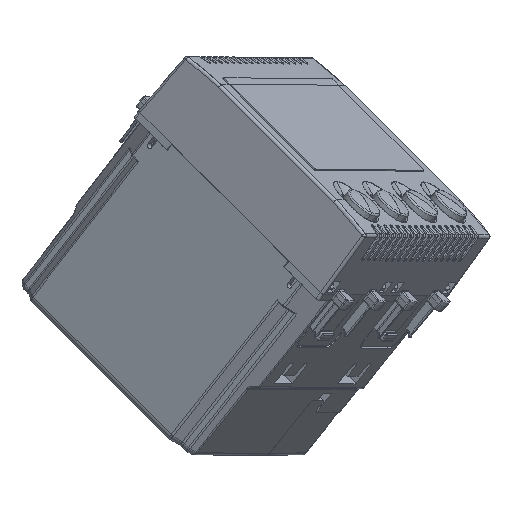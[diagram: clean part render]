
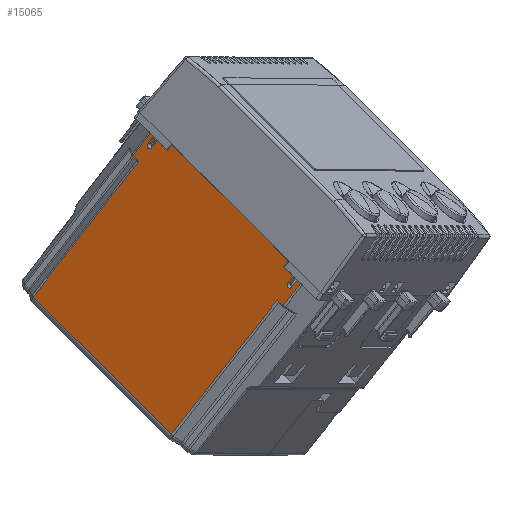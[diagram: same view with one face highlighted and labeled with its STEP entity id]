
A CAD part, isometric view. The second image highlights one B-rep face of the part: STEP entity #15065.
In plain terms, the highlighted face is planar.
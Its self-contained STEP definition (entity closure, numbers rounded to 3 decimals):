
#10491=CARTESIAN_POINT('Vertex',(-22.425,-17.5,0.)) ;
#10494=CARTESIAN_POINT('Line Origine',(-22.425,-17.896,0.)) ;
#10498=CARTESIAN_POINT('Vertex',(-22.425,-18.293,0.)) ;
#10528=CARTESIAN_POINT('Line Origine',(-22.278,-18.232,-16.863)) ;
#10532=CARTESIAN_POINT('Vertex',(-22.383,-18.276,-4.802)) ;
#14908=CARTESIAN_POINT('Vertex',(-22.412,-17.473,-1.527)) ;
#14911=CARTESIAN_POINT('Line Origine',(-22.418,-17.487,-0.763)) ;
#14923=CARTESIAN_POINT('Axis2P3D Location',(-22.425,0.,0.)) ;
#14928=CARTESIAN_POINT('Line Origine',(-22.128,0.,-34.009)) ;
#14932=CARTESIAN_POINT('Vertex',(-22.128,-16.791,-34.009)) ;
#14934=CARTESIAN_POINT('Vertex',(-22.128,16.791,-34.009)) ;
#14938=CARTESIAN_POINT('Control Point',(-22.383,-16.897,-4.802)) ;
#14939=CARTESIAN_POINT('Control Point',(-22.128,-16.791,-34.009)) ;
#14940=CARTESIAN_POINT('Vertex',(-22.383,-16.897,-4.802)) ;
#14943=CARTESIAN_POINT('Line Origine',(-22.383,0.,-4.802)) ;
#14949=CARTESIAN_POINT('Control Point',(-22.412,-17.473,-1.527)) ;
#14950=CARTESIAN_POINT('Control Point',(-22.409,-17.473,-1.824)) ;
#14951=CARTESIAN_POINT('Control Point',(-22.406,-17.242,-2.134)) ;
#14952=CARTESIAN_POINT('Control Point',(-22.406,-16.758,-2.134)) ;
#14953=CARTESIAN_POINT('Control Point',(-22.409,-16.527,-1.824)) ;
#14954=CARTESIAN_POINT('Control Point',(-22.412,-16.527,-1.527)) ;
#14955=CARTESIAN_POINT('Vertex',(-22.412,-16.527,-1.527)) ;
#14959=CARTESIAN_POINT('Control Point',(-22.425,-16.5,0.)) ;
#14960=CARTESIAN_POINT('Control Point',(-22.412,-16.527,-1.527)) ;
#14961=CARTESIAN_POINT('Vertex',(-22.425,-16.5,0.)) ;
#14964=CARTESIAN_POINT('Line Origine',(-22.425,0.,0.)) ;
#14968=CARTESIAN_POINT('Vertex',(-22.425,-14.175,0.)) ;
#14972=CARTESIAN_POINT('Control Point',(-22.425,-14.175,0.)) ;
#14973=CARTESIAN_POINT('Control Point',(-22.436,-14.153,1.275)) ;
#14974=CARTESIAN_POINT('Vertex',(-22.436,-14.153,1.275)) ;
#14977=CARTESIAN_POINT('Line Origine',(-22.436,0.,1.275)) ;
#14981=CARTESIAN_POINT('Vertex',(-22.436,14.153,1.275)) ;
#14985=CARTESIAN_POINT('Control Point',(-22.425,14.175,0.)) ;
#14986=CARTESIAN_POINT('Control Point',(-22.436,14.153,1.275)) ;
#14987=CARTESIAN_POINT('Vertex',(-22.425,14.175,0.)) ;
#14990=CARTESIAN_POINT('Line Origine',(-22.425,0.,0.)) ;
#14994=CARTESIAN_POINT('Vertex',(-22.425,16.5,0.)) ;
#14998=CARTESIAN_POINT('Control Point',(-22.425,16.5,0.)) ;
#14999=CARTESIAN_POINT('Control Point',(-22.412,16.527,-1.527)) ;
#15000=CARTESIAN_POINT('Vertex',(-22.412,16.527,-1.527)) ;
#15004=CARTESIAN_POINT('Control Point',(-22.412,16.527,-1.527)) ;
#15005=CARTESIAN_POINT('Control Point',(-22.409,16.527,-1.824)) ;
#15006=CARTESIAN_POINT('Control Point',(-22.406,16.758,-2.134)) ;
#15007=CARTESIAN_POINT('Control Point',(-22.406,17.242,-2.134)) ;
#15008=CARTESIAN_POINT('Control Point',(-22.409,17.473,-1.824)) ;
#15009=CARTESIAN_POINT('Control Point',(-22.412,17.473,-1.527)) ;
#15010=CARTESIAN_POINT('Vertex',(-22.412,17.473,-1.527)) ;
#15014=CARTESIAN_POINT('Control Point',(-22.425,17.5,0.)) ;
#15015=CARTESIAN_POINT('Control Point',(-22.412,17.473,-1.527)) ;
#15016=CARTESIAN_POINT('Vertex',(-22.425,17.5,0.)) ;
#15019=CARTESIAN_POINT('Line Origine',(-22.425,0.,0.)) ;
#15023=CARTESIAN_POINT('Vertex',(-22.425,18.293,0.)) ;
#15027=CARTESIAN_POINT('Control Point',(-22.383,18.276,-4.802)) ;
#15028=CARTESIAN_POINT('Control Point',(-22.425,18.293,0.)) ;
#15029=CARTESIAN_POINT('Vertex',(-22.383,18.276,-4.802)) ;
#15032=CARTESIAN_POINT('Line Origine',(-22.383,0.,-4.802)) ;
#15036=CARTESIAN_POINT('Vertex',(-22.383,16.897,-4.802)) ;
#15040=CARTESIAN_POINT('Control Point',(-22.383,16.897,-4.802)) ;
#15041=CARTESIAN_POINT('Control Point',(-22.128,16.791,-34.009)) ;
#10495=DIRECTION('Vector Direction',(0.,1.,0.)) ;
#10529=DIRECTION('Vector Direction',(-0.009,-0.004,1.)) ;
#14912=DIRECTION('Vector Direction',(0.009,0.017,-1.)) ;
#14924=DIRECTION('Axis2P3D Direction',(1.,0.,0.009)) ;
#14925=DIRECTION('Axis2P3D XDirection',(0.,1.,0.)) ;
#14929=DIRECTION('Vector Direction',(0.,1.,0.)) ;
#14944=DIRECTION('Vector Direction',(0.,1.,0.)) ;
#14965=DIRECTION('Vector Direction',(0.,1.,0.)) ;
#14978=DIRECTION('Vector Direction',(0.,1.,0.)) ;
#14991=DIRECTION('Vector Direction',(0.,1.,0.)) ;
#15020=DIRECTION('Vector Direction',(0.,1.,0.)) ;
#15033=DIRECTION('Vector Direction',(0.,1.,0.)) ;
#14926=AXIS2_PLACEMENT_3D('Plane Axis2P3D',#14923,#14924,#14925) ;
#15044=ORIENTED_EDGE('',*,*,#14936,.F.) ;
#15045=ORIENTED_EDGE('',*,*,#14942,.T.) ;
#15046=ORIENTED_EDGE('',*,*,#14947,.F.) ;
#15047=ORIENTED_EDGE('',*,*,#10534,.F.) ;
#15048=ORIENTED_EDGE('',*,*,#10500,.T.) ;
#15049=ORIENTED_EDGE('',*,*,#14915,.T.) ;
#15050=ORIENTED_EDGE('',*,*,#14957,.T.) ;
#15051=ORIENTED_EDGE('',*,*,#14963,.F.) ;
#15052=ORIENTED_EDGE('',*,*,#14970,.T.) ;
#15053=ORIENTED_EDGE('',*,*,#14976,.F.) ;
#15054=ORIENTED_EDGE('',*,*,#14983,.F.) ;
#15055=ORIENTED_EDGE('',*,*,#14989,.F.) ;
#15056=ORIENTED_EDGE('',*,*,#14996,.T.) ;
#15057=ORIENTED_EDGE('',*,*,#15002,.T.) ;
#15058=ORIENTED_EDGE('',*,*,#15012,.T.) ;
#15059=ORIENTED_EDGE('',*,*,#15018,.F.) ;
#15060=ORIENTED_EDGE('',*,*,#15025,.T.) ;
#15061=ORIENTED_EDGE('',*,*,#15031,.F.) ;
#15062=ORIENTED_EDGE('',*,*,#15038,.F.) ;
#15063=ORIENTED_EDGE('',*,*,#15042,.T.) ;
#10496=VECTOR('Line Direction',#10495,1.) ;
#10530=VECTOR('Line Direction',#10529,1.) ;
#14913=VECTOR('Line Direction',#14912,1.) ;
#14930=VECTOR('Line Direction',#14929,1.) ;
#14945=VECTOR('Line Direction',#14944,1.) ;
#14966=VECTOR('Line Direction',#14965,1.) ;
#14979=VECTOR('Line Direction',#14978,1.) ;
#14992=VECTOR('Line Direction',#14991,1.) ;
#15021=VECTOR('Line Direction',#15020,1.) ;
#15034=VECTOR('Line Direction',#15033,1.) ;
#15065=ADVANCED_FACE('zocchetto',(#15064),#14927,.F.) ;
#14937=B_SPLINE_CURVE_WITH_KNOTS('',1,(#14938,#14939),.UNSPECIFIED.,.F.,.U.,(2,2),(-12.061,17.147),.UNSPECIFIED.) ;
#14948=B_SPLINE_CURVE_WITH_KNOTS('',5,(#14949,#14950,#14951,#14952,#14953,#14954),.UNSPECIFIED.,.F.,.U.,(6,6),(0.,2.103),.UNSPECIFIED.) ;
#14958=B_SPLINE_CURVE_WITH_KNOTS('',1,(#14959,#14960),.UNSPECIFIED.,.F.,.U.,(2,2),(-0.764,0.764),.UNSPECIFIED.) ;
#14971=B_SPLINE_CURVE_WITH_KNOTS('',1,(#14972,#14973),.UNSPECIFIED.,.F.,.U.,(2,2),(-2.117,-0.841),.UNSPECIFIED.) ;
#14984=B_SPLINE_CURVE_WITH_KNOTS('',1,(#14985,#14986),.UNSPECIFIED.,.F.,.U.,(2,2),(-0.638,0.638),.UNSPECIFIED.) ;
#14997=B_SPLINE_CURVE_WITH_KNOTS('',1,(#14998,#14999),.UNSPECIFIED.,.F.,.U.,(2,2),(-0.764,0.764),.UNSPECIFIED.) ;
#15003=B_SPLINE_CURVE_WITH_KNOTS('',5,(#15004,#15005,#15006,#15007,#15008,#15009),.UNSPECIFIED.,.F.,.U.,(6,6),(0.,2.103),.UNSPECIFIED.) ;
#15013=B_SPLINE_CURVE_WITH_KNOTS('',1,(#15014,#15015),.UNSPECIFIED.,.F.,.U.,(2,2),(-0.764,0.764),.UNSPECIFIED.) ;
#15026=B_SPLINE_CURVE_WITH_KNOTS('',1,(#15027,#15028),.UNSPECIFIED.,.F.,.U.,(2,2),(12.061,16.863),.UNSPECIFIED.) ;
#15039=B_SPLINE_CURVE_WITH_KNOTS('',1,(#15040,#15041),.UNSPECIFIED.,.F.,.U.,(2,2),(-12.061,17.147),.UNSPECIFIED.) ;
#10500=EDGE_CURVE('',#10499,#10492,#10497,.T.) ;
#10534=EDGE_CURVE('',#10499,#10533,#10531,.F.) ;
#14915=EDGE_CURVE('',#10492,#14909,#14914,.T.) ;
#14936=EDGE_CURVE('',#14933,#14935,#14931,.T.) ;
#14942=EDGE_CURVE('',#14933,#14941,#14937,.F.) ;
#14947=EDGE_CURVE('',#10533,#14941,#14946,.T.) ;
#14957=EDGE_CURVE('',#14909,#14956,#14948,.T.) ;
#14963=EDGE_CURVE('',#14962,#14956,#14958,.T.) ;
#14970=EDGE_CURVE('',#14962,#14969,#14967,.T.) ;
#14976=EDGE_CURVE('',#14975,#14969,#14971,.F.) ;
#14983=EDGE_CURVE('',#14982,#14975,#14980,.F.) ;
#14989=EDGE_CURVE('',#14988,#14982,#14984,.T.) ;
#14996=EDGE_CURVE('',#14988,#14995,#14993,.T.) ;
#15002=EDGE_CURVE('',#14995,#15001,#14997,.T.) ;
#15012=EDGE_CURVE('',#15001,#15011,#15003,.T.) ;
#15018=EDGE_CURVE('',#15017,#15011,#15013,.T.) ;
#15025=EDGE_CURVE('',#15017,#15024,#15022,.T.) ;
#15031=EDGE_CURVE('',#15030,#15024,#15026,.T.) ;
#15038=EDGE_CURVE('',#15037,#15030,#15035,.T.) ;
#15042=EDGE_CURVE('',#15037,#14935,#15039,.T.) ;
#15043=EDGE_LOOP('',(#15044,#15045,#15046,#15047,#15048,#15049,#15050,#15051,#15052,#15053,#15054,#15055,#15056,#15057,#15058,#15059,#15060,#15061,#15062,#15063)) ;
#15064=FACE_OUTER_BOUND('',#15043,.T.) ;
#10497=LINE('Line',#10494,#10496) ;
#10531=LINE('Line',#10528,#10530) ;
#14914=LINE('Line',#14911,#14913) ;
#14931=LINE('Line',#14928,#14930) ;
#14946=LINE('Line',#14943,#14945) ;
#14967=LINE('Line',#14964,#14966) ;
#14980=LINE('Line',#14977,#14979) ;
#14993=LINE('Line',#14990,#14992) ;
#15022=LINE('Line',#15019,#15021) ;
#15035=LINE('Line',#15032,#15034) ;
#14927=PLANE('',#14926) ;
#10492=VERTEX_POINT('',#10491) ;
#10499=VERTEX_POINT('',#10498) ;
#10533=VERTEX_POINT('',#10532) ;
#14909=VERTEX_POINT('',#14908) ;
#14933=VERTEX_POINT('',#14932) ;
#14935=VERTEX_POINT('',#14934) ;
#14941=VERTEX_POINT('',#14940) ;
#14956=VERTEX_POINT('',#14955) ;
#14962=VERTEX_POINT('',#14961) ;
#14969=VERTEX_POINT('',#14968) ;
#14975=VERTEX_POINT('',#14974) ;
#14982=VERTEX_POINT('',#14981) ;
#14988=VERTEX_POINT('',#14987) ;
#14995=VERTEX_POINT('',#14994) ;
#15001=VERTEX_POINT('',#15000) ;
#15011=VERTEX_POINT('',#15010) ;
#15017=VERTEX_POINT('',#15016) ;
#15024=VERTEX_POINT('',#15023) ;
#15030=VERTEX_POINT('',#15029) ;
#15037=VERTEX_POINT('',#15036) ;
